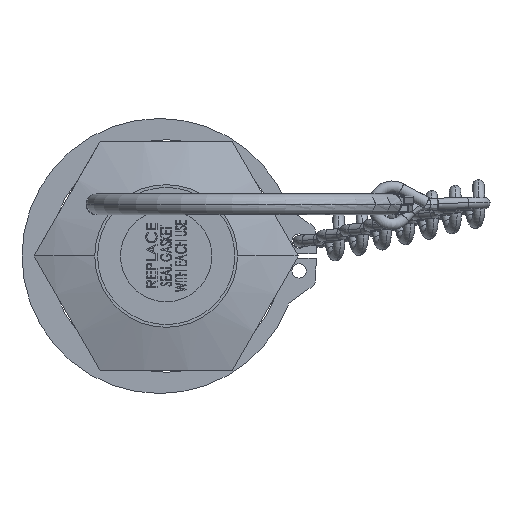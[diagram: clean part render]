
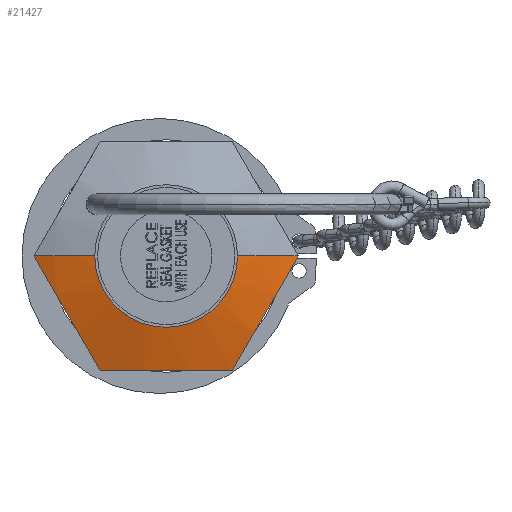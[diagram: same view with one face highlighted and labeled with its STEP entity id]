
A CAD part, left-side view. The second image highlights one B-rep face of the part: STEP entity #21427.
In plain terms, the highlighted spherical face has radius 50.8 mm.
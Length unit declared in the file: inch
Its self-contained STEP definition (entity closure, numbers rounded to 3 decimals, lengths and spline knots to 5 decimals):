
#1027 = VERTEX_POINT ( 'NONE', #1547 ) ;
#1162 = AXIS2_PLACEMENT_3D ( 'NONE', #32240, #23306, #29163 ) ;
#1547 = CARTESIAN_POINT ( 'NONE',  ( 0.09635, 0.72169, 0. ) ) ;
#1666 = CIRCLE ( 'NONE', #33999, 2. ) ;
#2448 = AXIS2_PLACEMENT_3D ( 'NONE', #10254, #22214, #13050 ) ;
#2513 = CARTESIAN_POINT ( 'NONE',  ( 0.09635, -0.72169, 0. ) ) ;
#3070 = CIRCLE ( 'NONE', #13855, 1.89984 ) ;
#4211 = CIRCLE ( 'NONE', #14714, 2. ) ;
#4498 = DIRECTION ( 'NONE',  ( -1., 0., 0. ) ) ;
#6123 = EDGE_LOOP ( 'NONE', ( #16960, #28326, #11901, #31614, #35761, #22425 ) ) ;
#6812 = DIRECTION ( 'NONE',  ( 0., 0., 1. ) ) ;
#6837 = VERTEX_POINT ( 'NONE', #19562 ) ;
#7129 = EDGE_CURVE ( 'NONE', #1027, #30474, #1666, .T. ) ;
#9804 = AXIS2_PLACEMENT_3D ( 'NONE', #37033, #4498, #28220 ) ;
#10254 = CARTESIAN_POINT ( 'NONE',  ( 1.96161, 0., 0. ) ) ;
#10570 = EDGE_CURVE ( 'NONE', #14053, #29808, #4211, .T. ) ;
#10639 = EDGE_CURVE ( 'NONE', #14053, #6837, #34833, .T. ) ;
#10969 = DIRECTION ( 'NONE',  ( 0., -0.866, -0.5 ) ) ;
#11312 = FACE_OUTER_BOUND ( 'NONE', #6123, .T. ) ;
#11901 = ORIENTED_EDGE ( 'NONE', *, *, #29577, .F. ) ;
#12274 = CARTESIAN_POINT ( 'NONE',  ( 1.96161, 0., 0. ) ) ;
#13050 = DIRECTION ( 'NONE',  ( 0., 1., 0. ) ) ;
#13855 = AXIS2_PLACEMENT_3D ( 'NONE', #17321, #28446, #31381 ) ;
#14053 = VERTEX_POINT ( 'NONE', #2513 ) ;
#14714 = AXIS2_PLACEMENT_3D ( 'NONE', #16684, #31238, #19878 ) ;
#16684 = CARTESIAN_POINT ( 'NONE',  ( 1.96161, 0., 0. ) ) ;
#16696 = EDGE_CURVE ( 'NONE', #6837, #35832, #23788, .T. ) ;
#16960 = ORIENTED_EDGE ( 'NONE', *, *, #10639, .F. ) ;
#17321 = CARTESIAN_POINT ( 'NONE',  ( 1.96161, 0.54127, -0.3125 ) ) ;
#17397 = CARTESIAN_POINT ( 'NONE',  ( 0.09635, 0.36084, -0.625 ) ) ;
#19562 = CARTESIAN_POINT ( 'NONE',  ( 0.09635, -0.36084, -0.625 ) ) ;
#19878 = DIRECTION ( 'NONE',  ( 0., 1., 0. ) ) ;
#21427 = ADVANCED_FACE ( 'NONE', ( #11312 ), #21802, .T. ) ;
#21802 = SPHERICAL_SURFACE ( 'NONE', #2448, 2. ) ;
#22214 = DIRECTION ( 'NONE',  ( 0., 0., -1. ) ) ;
#22293 = EDGE_CURVE ( 'NONE', #35832, #1027, #3070, .T. ) ;
#22415 = CARTESIAN_POINT ( 'NONE',  ( 0., 0.39, 0. ) ) ;
#22425 = ORIENTED_EDGE ( 'NONE', *, *, #16696, .F. ) ;
#23306 = DIRECTION ( 'NONE',  ( 0., 0., -1. ) ) ;
#23788 = CIRCLE ( 'NONE', #1162, 1.89984 ) ;
#25757 = DIRECTION ( 'NONE',  ( 0., 0.5, -0.866 ) ) ;
#28220 = DIRECTION ( 'NONE',  ( 0., 0., 1. ) ) ;
#28326 = ORIENTED_EDGE ( 'NONE', *, *, #10570, .T. ) ;
#28428 = CARTESIAN_POINT ( 'NONE',  ( 1.96161, -0.54127, -0.3125 ) ) ;
#28446 = DIRECTION ( 'NONE',  ( 0., 0.866, -0.5 ) ) ;
#29163 = DIRECTION ( 'NONE',  ( -1., 0., 0. ) ) ;
#29577 = EDGE_CURVE ( 'NONE', #30474, #29808, #37375, .T. ) ;
#29635 = AXIS2_PLACEMENT_3D ( 'NONE', #28428, #10969, #25757 ) ;
#29808 = VERTEX_POINT ( 'NONE', #32794 ) ;
#30474 = VERTEX_POINT ( 'NONE', #22415 ) ;
#31238 = DIRECTION ( 'NONE',  ( 0., 0., -1. ) ) ;
#31381 = DIRECTION ( 'NONE',  ( 0., 0.5, 0.866 ) ) ;
#31614 = ORIENTED_EDGE ( 'NONE', *, *, #7129, .F. ) ;
#32240 = CARTESIAN_POINT ( 'NONE',  ( 1.96161, 0., -0.625 ) ) ;
#32794 = CARTESIAN_POINT ( 'NONE',  ( 0., -0.39, 0. ) ) ;
#33999 = AXIS2_PLACEMENT_3D ( 'NONE', #12274, #6812, #35878 ) ;
#34833 = CIRCLE ( 'NONE', #29635, 1.89984 ) ;
#35761 = ORIENTED_EDGE ( 'NONE', *, *, #22293, .F. ) ;
#35832 = VERTEX_POINT ( 'NONE', #17397 ) ;
#35878 = DIRECTION ( 'NONE',  ( 1., 0., 0. ) ) ;
#37033 = CARTESIAN_POINT ( 'NONE',  ( 0., 0., 0. ) ) ;
#37375 = CIRCLE ( 'NONE', #9804, 0.39 ) ;
